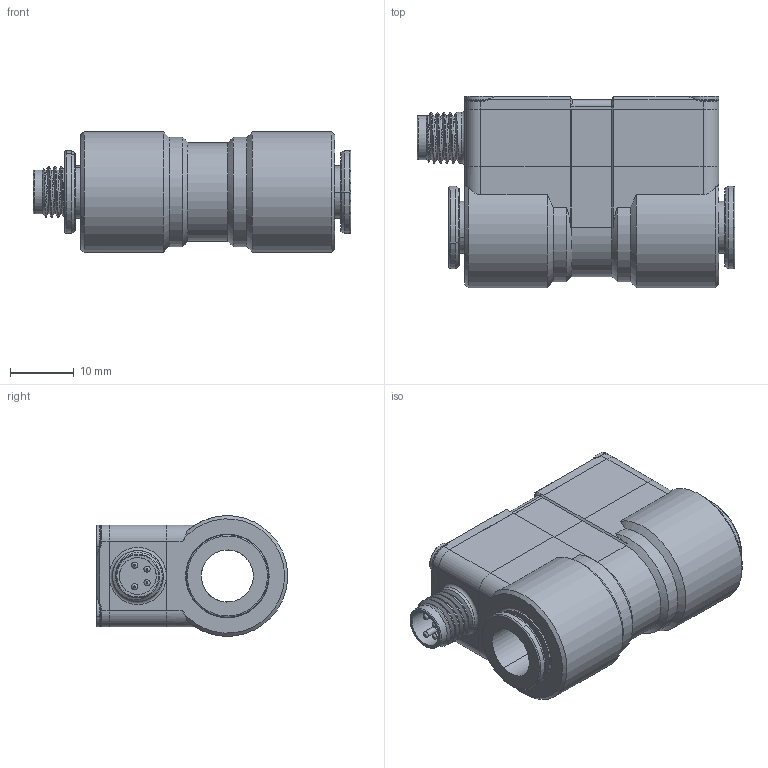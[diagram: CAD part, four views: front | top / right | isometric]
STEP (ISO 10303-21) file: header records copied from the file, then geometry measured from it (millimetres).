
FILE_DESCRIPTION (( 'STEP AP203' ), '1' );
FILE_NAME ('Inline_8mm_NONC.STEP', '2023-03-28T13:33:24', ( '' ), ( '' ), 'SwSTEP 2.0', 'SolidWorks 2020', '' );
FILE_SCHEMA (( 'CONFIG_CONTROL_DESIGN' ));
Length unit declared in the file: millimetre
Products named in the file (1): Inline_8mm_NONC
Bounding box: 50 x 30.07 x 18.97 mm (x, y, z)
Surface area: 7299.2 mm2 (no closed solid volume)
Topology: 0 solids, 24 shells, 378 faces, 1131 edges, 772 vertices
Faces by surface type: plane 165, cylinder 134, torus 41, cone 22, bspline 16
Full cylindrical faces by diameter (mm): 0.97 x4, 1 x1, 2.2 x2, 2.4 x2, 3.5 x1, 4 x1, 5.8 x1, 6.9 x1, 8 x5, 12.15 x1
Entity records: 14186 total; most frequent: CARTESIAN_POINT 4753, DIRECTION 1941, ORIENTED_EDGE 1707, EDGE_CURVE 1075, VERTEX_POINT 752, AXIS2_PLACEMENT_3D 702, LINE 537, VECTOR 537
